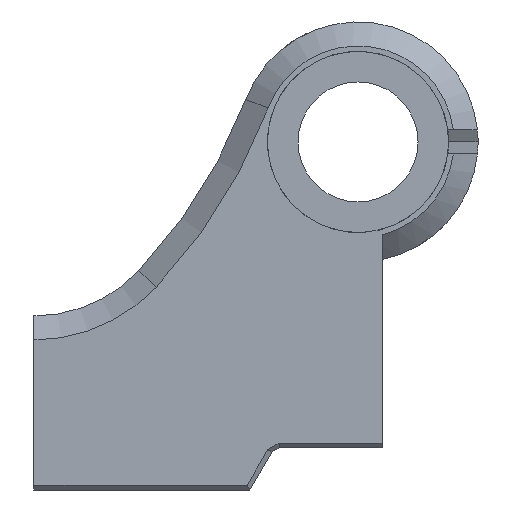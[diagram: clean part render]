
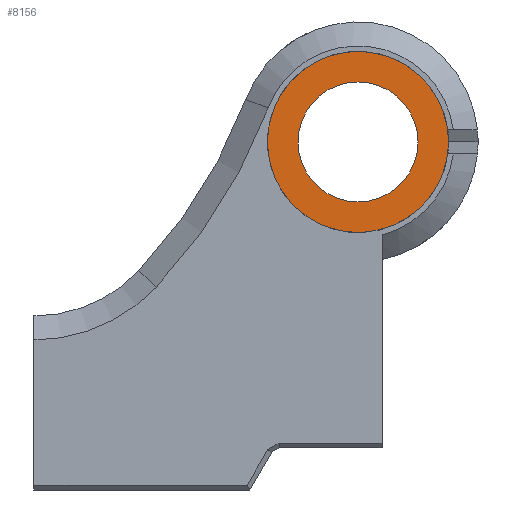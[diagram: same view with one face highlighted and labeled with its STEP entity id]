
A CAD part, front view. The second image highlights one B-rep face of the part: STEP entity #8156.
In plain terms, the highlighted face is planar.
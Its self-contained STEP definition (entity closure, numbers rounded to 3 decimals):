
#3450 = CYLINDRICAL_SURFACE('',#3451,5.);
#3451 = AXIS2_PLACEMENT_3D('',#3452,#3453,#3454);
#3452 = CARTESIAN_POINT('',(27.,7.,20.));
#3453 = DIRECTION('',(0.,-1.,0.));
#3454 = DIRECTION('',(1.,0.,0.));
#5632 = CYLINDRICAL_SURFACE('',#5633,7.55);
#5633 = AXIS2_PLACEMENT_3D('',#5634,#5635,#5636);
#5634 = CARTESIAN_POINT('',(27.,-2.,20.));
#5635 = DIRECTION('',(0.,-1.,0.));
#5636 = DIRECTION('',(1.,0.,0.));
#7064 = VERTEX_POINT('',#7065);
#7065 = CARTESIAN_POINT('',(34.55,-2.,20.));
#7098 = EDGE_CURVE('',#7064,#7064,#7099,.T.);
#7099 = SURFACE_CURVE('',#7100,(#7105,#7112),.PCURVE_S1.);
#7100 = CIRCLE('',#7101,7.55);
#7101 = AXIS2_PLACEMENT_3D('',#7102,#7103,#7104);
#7102 = CARTESIAN_POINT('',(27.,-2.,20.));
#7103 = DIRECTION('',(0.,-1.,0.));
#7104 = DIRECTION('',(1.,0.,0.));
#7105 = PCURVE('',#5632,#7106);
#7106 = DEFINITIONAL_REPRESENTATION('',(#7107),#7111);
#7107 = LINE('',#7108,#7109);
#7108 = CARTESIAN_POINT('',(0.,0.));
#7109 = VECTOR('',#7110,1.);
#7110 = DIRECTION('',(1.,0.));
#7111 = ( GEOMETRIC_REPRESENTATION_CONTEXT(2) 
PARAMETRIC_REPRESENTATION_CONTEXT() REPRESENTATION_CONTEXT('2D SPACE',''
  ) );
#7112 = PCURVE('',#7113,#7118);
#7113 = PLANE('',#7114);
#7114 = AXIS2_PLACEMENT_3D('',#7115,#7116,#7117);
#7115 = CARTESIAN_POINT('',(27.,-2.,20.));
#7116 = DIRECTION('',(0.,-1.,0.));
#7117 = DIRECTION('',(1.,0.,0.));
#7118 = DEFINITIONAL_REPRESENTATION('',(#7119),#7123);
#7119 = CIRCLE('',#7120,7.55);
#7120 = AXIS2_PLACEMENT_2D('',#7121,#7122);
#7121 = CARTESIAN_POINT('',(0.,0.));
#7122 = DIRECTION('',(1.,0.));
#7123 = ( GEOMETRIC_REPRESENTATION_CONTEXT(2) 
PARAMETRIC_REPRESENTATION_CONTEXT() REPRESENTATION_CONTEXT('2D SPACE',''
  ) );
#8156 = ADVANCED_FACE('',(#8157,#8160),#7113,.F.);
#8157 = FACE_BOUND('',#8158,.F.);
#8158 = EDGE_LOOP('',(#8159));
#8159 = ORIENTED_EDGE('',*,*,#7098,.T.);
#8160 = FACE_BOUND('',#8161,.F.);
#8161 = EDGE_LOOP('',(#8162));
#8162 = ORIENTED_EDGE('',*,*,#8163,.F.);
#8163 = EDGE_CURVE('',#8164,#8164,#8166,.T.);
#8164 = VERTEX_POINT('',#8165);
#8165 = CARTESIAN_POINT('',(32.,-2.,20.));
#8166 = SURFACE_CURVE('',#8167,(#8172,#8179),.PCURVE_S1.);
#8167 = CIRCLE('',#8168,5.);
#8168 = AXIS2_PLACEMENT_3D('',#8169,#8170,#8171);
#8169 = CARTESIAN_POINT('',(27.,-2.,20.));
#8170 = DIRECTION('',(0.,-1.,0.));
#8171 = DIRECTION('',(1.,0.,0.));
#8172 = PCURVE('',#7113,#8173);
#8173 = DEFINITIONAL_REPRESENTATION('',(#8174),#8178);
#8174 = CIRCLE('',#8175,5.);
#8175 = AXIS2_PLACEMENT_2D('',#8176,#8177);
#8176 = CARTESIAN_POINT('',(0.,0.));
#8177 = DIRECTION('',(1.,0.));
#8178 = ( GEOMETRIC_REPRESENTATION_CONTEXT(2) 
PARAMETRIC_REPRESENTATION_CONTEXT() REPRESENTATION_CONTEXT('2D SPACE',''
  ) );
#8179 = PCURVE('',#3450,#8180);
#8180 = DEFINITIONAL_REPRESENTATION('',(#8181),#8207);
#8181 = B_SPLINE_CURVE_WITH_KNOTS('',3,(#8182,#8183,#8184,#8185,#8186,
    #8187,#8188,#8189,#8190,#8191,#8192,#8193,#8194,#8195,#8196,#8197,
    #8198,#8199,#8200,#8201,#8202,#8203,#8204,#8205,#8206),
  .UNSPECIFIED.,.F.,.F.,(4,1,1,1,1,1,1,1,1,1,1,1,1,1,1,1,1,1,1,1,1,1,4),
  (0.,0.286,0.571,0.857,1.142,
    1.428,1.714,1.999,2.285,
    2.57,2.856,3.142,3.427,
    3.713,3.998,4.284,4.57,
    4.855,5.141,5.426,5.712,
    5.998,6.283),.QUASI_UNIFORM_KNOTS.);
#8182 = CARTESIAN_POINT('',(0.,9.));
#8183 = CARTESIAN_POINT('',(0.095,9.));
#8184 = CARTESIAN_POINT('',(0.286,9.));
#8185 = CARTESIAN_POINT('',(0.571,9.));
#8186 = CARTESIAN_POINT('',(0.857,9.));
#8187 = CARTESIAN_POINT('',(1.142,9.));
#8188 = CARTESIAN_POINT('',(1.428,9.));
#8189 = CARTESIAN_POINT('',(1.714,9.));
#8190 = CARTESIAN_POINT('',(1.999,9.));
#8191 = CARTESIAN_POINT('',(2.285,9.));
#8192 = CARTESIAN_POINT('',(2.57,9.));
#8193 = CARTESIAN_POINT('',(2.856,9.));
#8194 = CARTESIAN_POINT('',(3.142,9.));
#8195 = CARTESIAN_POINT('',(3.427,9.));
#8196 = CARTESIAN_POINT('',(3.713,9.));
#8197 = CARTESIAN_POINT('',(3.998,9.));
#8198 = CARTESIAN_POINT('',(4.284,9.));
#8199 = CARTESIAN_POINT('',(4.57,9.));
#8200 = CARTESIAN_POINT('',(4.855,9.));
#8201 = CARTESIAN_POINT('',(5.141,9.));
#8202 = CARTESIAN_POINT('',(5.426,9.));
#8203 = CARTESIAN_POINT('',(5.712,9.));
#8204 = CARTESIAN_POINT('',(5.998,9.));
#8205 = CARTESIAN_POINT('',(6.188,9.));
#8206 = CARTESIAN_POINT('',(6.283,9.));
#8207 = ( GEOMETRIC_REPRESENTATION_CONTEXT(2) 
PARAMETRIC_REPRESENTATION_CONTEXT() REPRESENTATION_CONTEXT('2D SPACE',''
  ) );
